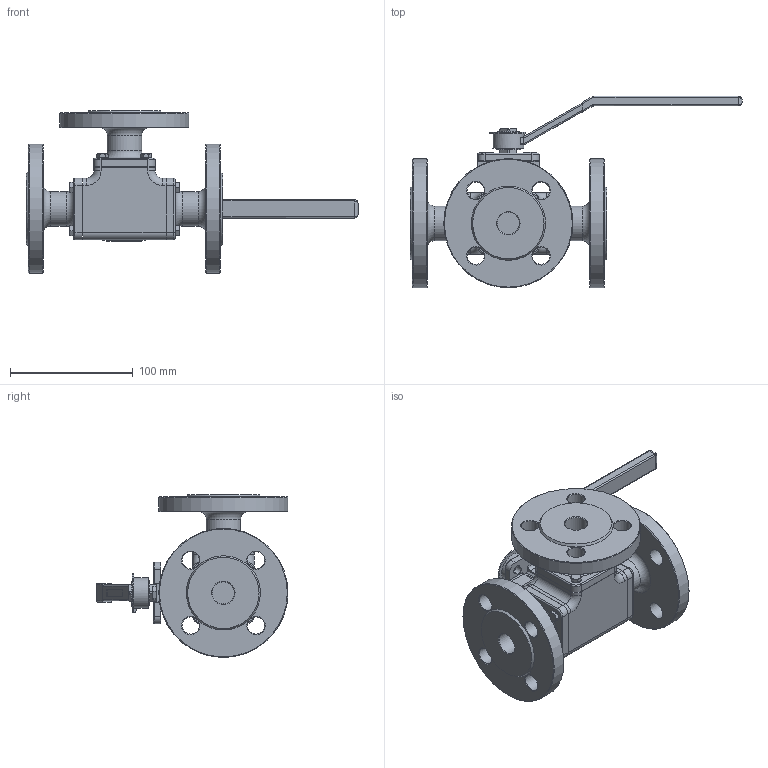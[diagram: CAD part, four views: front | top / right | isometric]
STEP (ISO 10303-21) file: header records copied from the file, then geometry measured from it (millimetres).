
FILE_DESCRIPTION(/* description */ (''),/* implementation_level */ '2;1');
FILE_NAME(/* name */ 'DN20_3D_STEP.stp',/* time_stamp */ '2024-11-03T12:27:17+03:00',/* author */ ('igorr'),/* organization */ (''),/* preprocessor_version */ 'ST-DEVELOPER v20',/* originating_system */ 'Autodesk Inventor 2025',/* authorisation */ '');
FILE_SCHEMA (('AUTOMOTIVE_DESIGN { 1 0 10303 214 3 1 1 }'));
Length unit declared in the file: millimetre
Products named in the file (6): Сборка1; Деталь; Деталь1; AS 1110 - M6 x 20; ANSI B18.2.4.2M - M6x1; AS 1110 - M5 x 10
Assembly tree (18 placements, depth 2):
  Сборка1
    Деталь
    Деталь1
    AS 1110 - M6 x 20  x2
    ANSI B18.2.4.2M - M6x1  x2
    AS 1110 - M5 x 10  x12
Bounding box: 270 x 156 x 132.5 mm (x, y, z)
Volume: 625612.1 mm3; surface area: 139596.2 mm2
Topology: 18 solids, 19 shells, 930 faces, 2232 edges, 1387 vertices
Faces by surface type: plane 484, cylinder 195, cone 150, bspline 59, torus 42
Full cylindrical faces by diameter (mm): 1.119 x2, 2 x1, 4.917 x2, 5 x12, 6 x16, 8 x12, 10 x2, 13.956 x1, 14 x12, 16 x1, 18 x3, 20 x2, 25 x1, 28 x3, 30 x3, 105 x3
Entity records: 20595 total; most frequent: CARTESIAN_POINT 4907, ORIENTED_EDGE 3128, DIRECTION 3034, EDGE_CURVE 1564, AXIS2_PLACEMENT_3D 1094, VERTEX_POINT 998, LINE 846, VECTOR 846
